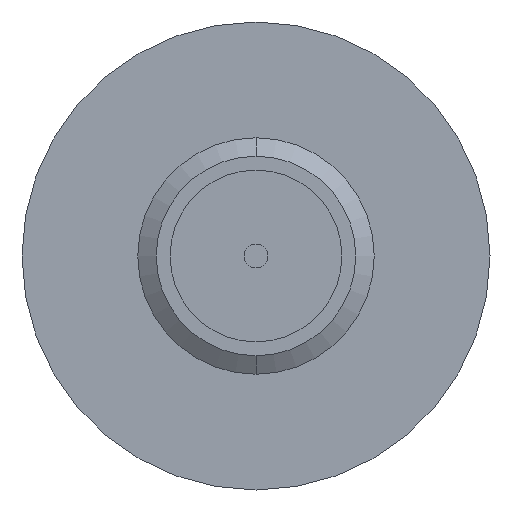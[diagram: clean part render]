
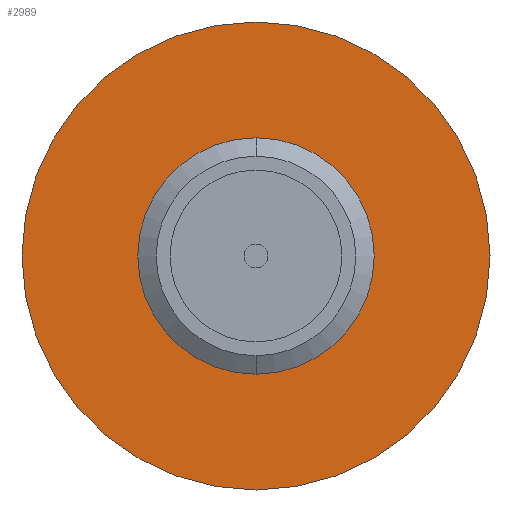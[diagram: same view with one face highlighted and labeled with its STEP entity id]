
A CAD part, front view. The second image highlights one B-rep face of the part: STEP entity #2989.
In plain terms, the highlighted planar face has unit normal (0, -1, 0).
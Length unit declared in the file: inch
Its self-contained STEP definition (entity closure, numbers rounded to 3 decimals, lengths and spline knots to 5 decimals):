
#115 = EDGE_LOOP ( 'NONE', ( #2801, #647 ) ) ;
#420 = PLANE ( 'NONE',  #2487 ) ;
#647 = ORIENTED_EDGE ( 'NONE', *, *, #1387, .F. ) ;
#806 = CIRCLE ( 'NONE', #4923, 0.24508 ) ;
#1030 = DIRECTION ( 'NONE',  ( 0., 0., 1. ) ) ;
#1045 = FACE_OUTER_BOUND ( 'NONE', #115, .T. ) ;
#1086 = CARTESIAN_POINT ( 'NONE',  ( 0., 0.24016, -0.1045 ) ) ;
#1217 = CIRCLE ( 'NONE', #5219, 0.1045 ) ;
#1265 = CARTESIAN_POINT ( 'NONE',  ( 0., 0.24016, 0. ) ) ;
#1283 = CARTESIAN_POINT ( 'NONE',  ( 0., 0.24016, 0.1045 ) ) ;
#1387 = EDGE_CURVE ( 'NONE', #6705, #3181, #7398, .T. ) ;
#1401 = ORIENTED_EDGE ( 'NONE', *, *, #4100, .T. ) ;
#1585 = DIRECTION ( 'NONE',  ( 0., 1., 0. ) ) ;
#1802 = FACE_BOUND ( 'NONE', #3806, .T. ) ;
#2002 = VERTEX_POINT ( 'NONE', #1086 ) ;
#2487 = AXIS2_PLACEMENT_3D ( 'NONE', #3509, #3594, #5962 ) ;
#2513 = EDGE_CURVE ( 'NONE', #3181, #6705, #806, .T. ) ;
#2801 = ORIENTED_EDGE ( 'NONE', *, *, #2513, .F. ) ;
#2814 = CARTESIAN_POINT ( 'NONE',  ( 0., 0.24016, 0. ) ) ;
#2989 = ADVANCED_FACE ( 'NONE', ( #1802, #1045 ), #420, .F. ) ;
#3030 = ORIENTED_EDGE ( 'NONE', *, *, #7514, .T. ) ;
#3181 = VERTEX_POINT ( 'NONE', #6419 ) ;
#3302 = AXIS2_PLACEMENT_3D ( 'NONE', #6020, #1585, #4047 ) ;
#3509 = CARTESIAN_POINT ( 'NONE',  ( 0., 0.24016, 0. ) ) ;
#3594 = DIRECTION ( 'NONE',  ( 0., 1., 0. ) ) ;
#3806 = EDGE_LOOP ( 'NONE', ( #3030, #1401 ) ) ;
#4047 = DIRECTION ( 'NONE',  ( 0., 0., 1. ) ) ;
#4100 = EDGE_CURVE ( 'NONE', #4428, #2002, #4834, .T. ) ;
#4428 = VERTEX_POINT ( 'NONE', #1283 ) ;
#4834 = CIRCLE ( 'NONE', #3302, 0.1045 ) ;
#4923 = AXIS2_PLACEMENT_3D ( 'NONE', #6646, #6189, #7498 ) ;
#5219 = AXIS2_PLACEMENT_3D ( 'NONE', #2814, #7182, #1030 ) ;
#5962 = DIRECTION ( 'NONE',  ( 0., 0., 1. ) ) ;
#6020 = CARTESIAN_POINT ( 'NONE',  ( 0., 0.24016, 0. ) ) ;
#6100 = AXIS2_PLACEMENT_3D ( 'NONE', #1265, #6839, #6187 ) ;
#6184 = CARTESIAN_POINT ( 'NONE',  ( 0., 0.24016, 0.24508 ) ) ;
#6187 = DIRECTION ( 'NONE',  ( 0., 0., 1. ) ) ;
#6189 = DIRECTION ( 'NONE',  ( 0., 1., 0. ) ) ;
#6419 = CARTESIAN_POINT ( 'NONE',  ( 0., 0.24016, -0.24508 ) ) ;
#6646 = CARTESIAN_POINT ( 'NONE',  ( 0., 0.24016, 0. ) ) ;
#6705 = VERTEX_POINT ( 'NONE', #6184 ) ;
#6839 = DIRECTION ( 'NONE',  ( 0., 1., 0. ) ) ;
#7182 = DIRECTION ( 'NONE',  ( 0., 1., 0. ) ) ;
#7398 = CIRCLE ( 'NONE', #6100, 0.24508 ) ;
#7498 = DIRECTION ( 'NONE',  ( 0., 0., 1. ) ) ;
#7514 = EDGE_CURVE ( 'NONE', #2002, #4428, #1217, .T. ) ;
